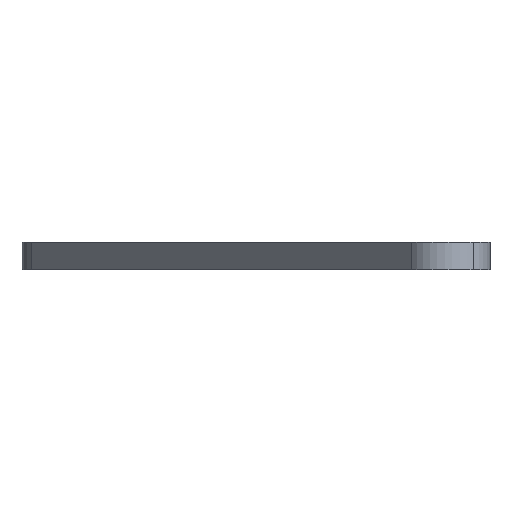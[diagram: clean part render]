
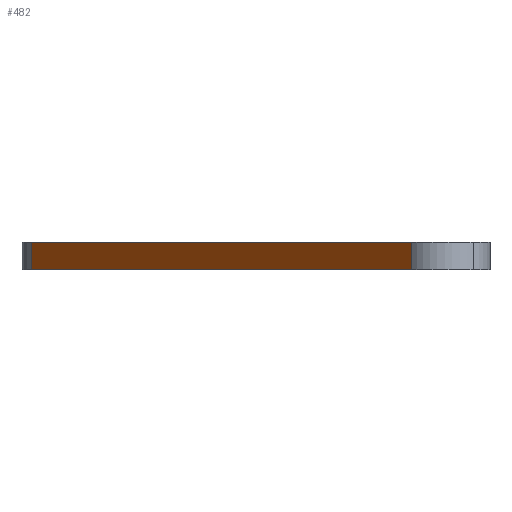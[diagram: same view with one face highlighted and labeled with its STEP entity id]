
A CAD part, left-side view. The second image highlights one B-rep face of the part: STEP entity #482.
In plain terms, the highlighted face is planar.
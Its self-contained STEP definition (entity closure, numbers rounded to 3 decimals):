
#18 = VERTEX_POINT ( 'NONE', #381 ) ;
#65 = EDGE_CURVE ( 'NONE', #304, #662, #86, .T. ) ;
#66 = ORIENTED_EDGE ( 'NONE', *, *, #183, .F. ) ;
#85 = LINE ( 'NONE', #740, #670 ) ;
#86 = LINE ( 'NONE', #379, #585 ) ;
#147 = AXIS2_PLACEMENT_3D ( 'NONE', #200, #553, #261 ) ;
#152 = CARTESIAN_POINT ( 'NONE',  ( 45., 6.35, -2. ) ) ;
#166 = DIRECTION ( 'NONE',  ( -1., 0., 0. ) ) ;
#183 = EDGE_CURVE ( 'NONE', #304, #18, #764, .T. ) ;
#200 = CARTESIAN_POINT ( 'NONE',  ( -45., 6.35, 2. ) ) ;
#216 = VECTOR ( 'NONE', #166, 1000. ) ;
#237 = LINE ( 'NONE', #707, #216 ) ;
#261 = DIRECTION ( 'NONE',  ( 1., 0., 0. ) ) ;
#270 = EDGE_CURVE ( 'NONE', #662, #444, #237, .T. ) ;
#287 = VECTOR ( 'NONE', #590, 1000. ) ;
#304 = VERTEX_POINT ( 'NONE', #468 ) ;
#373 = FACE_OUTER_BOUND ( 'NONE', #478, .T. ) ;
#379 = CARTESIAN_POINT ( 'NONE',  ( 45., 6.35, 2. ) ) ;
#381 = CARTESIAN_POINT ( 'NONE',  ( -45., 6.35, 2. ) ) ;
#444 = VERTEX_POINT ( 'NONE', #630 ) ;
#468 = CARTESIAN_POINT ( 'NONE',  ( 45., 6.35, 2. ) ) ;
#478 = EDGE_LOOP ( 'NONE', ( #720, #595, #66, #549 ) ) ;
#482 = ADVANCED_FACE ( 'NONE', ( #373 ), #494, .F. ) ;
#494 = PLANE ( 'NONE',  #147 ) ;
#498 = EDGE_CURVE ( 'NONE', #18, #444, #85, .T. ) ;
#522 = DIRECTION ( 'NONE',  ( 0., 0., -1. ) ) ;
#549 = ORIENTED_EDGE ( 'NONE', *, *, #65, .T. ) ;
#553 = DIRECTION ( 'NONE',  ( 0., -1., 0. ) ) ;
#585 = VECTOR ( 'NONE', #522, 1000. ) ;
#590 = DIRECTION ( 'NONE',  ( -1., 0., 0. ) ) ;
#595 = ORIENTED_EDGE ( 'NONE', *, *, #498, .F. ) ;
#630 = CARTESIAN_POINT ( 'NONE',  ( -45., 6.35, -2. ) ) ;
#662 = VERTEX_POINT ( 'NONE', #152 ) ;
#670 = VECTOR ( 'NONE', #747, 1000. ) ;
#707 = CARTESIAN_POINT ( 'NONE',  ( -45., 6.35, -2. ) ) ;
#720 = ORIENTED_EDGE ( 'NONE', *, *, #270, .T. ) ;
#740 = CARTESIAN_POINT ( 'NONE',  ( -45., 6.35, 2. ) ) ;
#747 = DIRECTION ( 'NONE',  ( 0., 0., -1. ) ) ;
#764 = LINE ( 'NONE', #771, #287 ) ;
#771 = CARTESIAN_POINT ( 'NONE',  ( -45., 6.35, 2. ) ) ;
